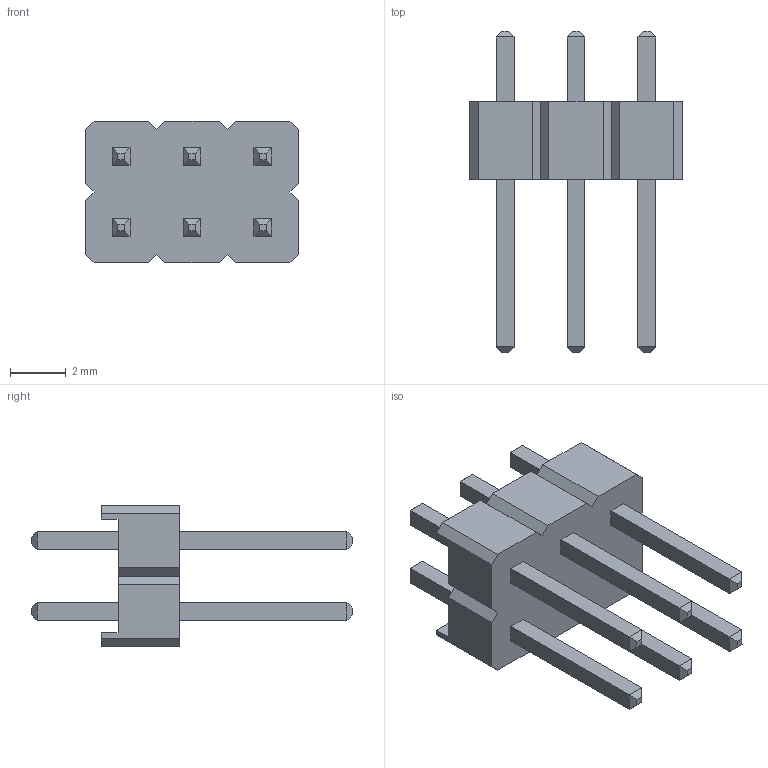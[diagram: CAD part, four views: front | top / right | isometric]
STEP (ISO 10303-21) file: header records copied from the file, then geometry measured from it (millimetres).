
FILE_DESCRIPTION (( 'STEP AP214' ), '1' );
FILE_NAME ('AVRISP.STEP', '2022-08-06T18:41:11', ( '' ), ( '' ), 'SwSTEP 2.0', 'SolidWorks 2022', '' );
FILE_SCHEMA (( 'AUTOMOTIVE_DESIGN' ));
Length unit declared in the file: millimetre
Products named in the file (1): AVRISP
Bounding box: 7.62 x 11.5 x 5.08 mm (x, y, z)
Volume: 110.2 mm3; surface area: 359.3 mm2
Topology: 7 solids, 7 shells, 140 faces, 330 edges, 204 vertices
Faces by surface type: plane 140
Entity records: 3982 total; most frequent: CARTESIAN_POINT 675, ORIENTED_EDGE 660, DIRECTION 612, LINE 330, EDGE_CURVE 330, VECTOR 330, VERTEX_POINT 204, EDGE_LOOP 152
